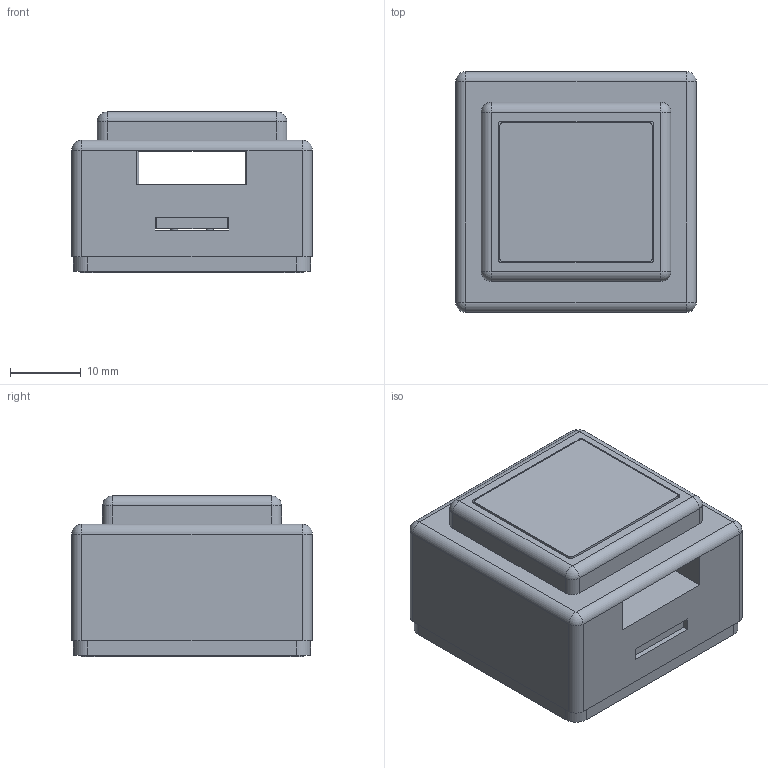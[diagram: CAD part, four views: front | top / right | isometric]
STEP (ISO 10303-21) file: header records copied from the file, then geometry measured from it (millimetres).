
FILE_DESCRIPTION(('FreeCAD Model'),'2;1');
FILE_NAME('Open CASCADE Shape Model','2023-06-09T09:57:08',(''),(''), 'Open CASCADE STEP processor 7.6','FreeCAD','Unknown');
FILE_SCHEMA(('AUTOMOTIVE_DESIGN { 1 0 10303 214 1 1 1 1 }'));
Length unit declared in the file: millimetre
Products named in the file (12): STS1021; STS1012RT_wire2_sts1021rt_wo_wire_001; STS1012M_sts1021m_001; wire2_Compound001_001; solder2_Cut_001; M3x6-Screw; M3x6-Screw001; M3-Washer; M3-Washer001; case_Body_001; sticker_top_sticker_top_001; duct_tape_duct_tape_001
Assembly tree (11 placements, depth 2):
  STS1021
    STS1012RT_wire2_sts1021rt_wo_wire_001
    STS1012M_sts1021m_001
    wire2_Compound001_001
    solder2_Cut_001
    M3x6-Screw
    M3x6-Screw001
    M3-Washer
    M3-Washer001
    case_Body_001
    sticker_top_sticker_top_001
    duct_tape_duct_tape_001
Bounding box: 34 x 34 x 22.85 mm (x, y, z)
Volume: 11497.6 mm3; surface area: 21679.7 mm2
Topology: 23 solids, 24 shells, 420 faces, 995 edges, 634 vertices
Faces by surface type: plane 252, cylinder 140, sphere 16, cone 6, torus 2, bspline 2, revolution 2
Full cylindrical faces by diameter (mm): 0.7 x2, 1 x34, 3 x2, 3.1 x2, 3.2 x4, 4.1 x4, 5.5 x2, 6 x2
Entity records: 27301 total; most frequent: CARTESIAN_POINT 5753, DIRECTION 3929, LINE 2239, VECTOR 2239, ORIENTED_EDGE 1962, PCURVE 1962, DEFINITIONAL_REPRESENTATION 1962, EDGE_CURVE 981
